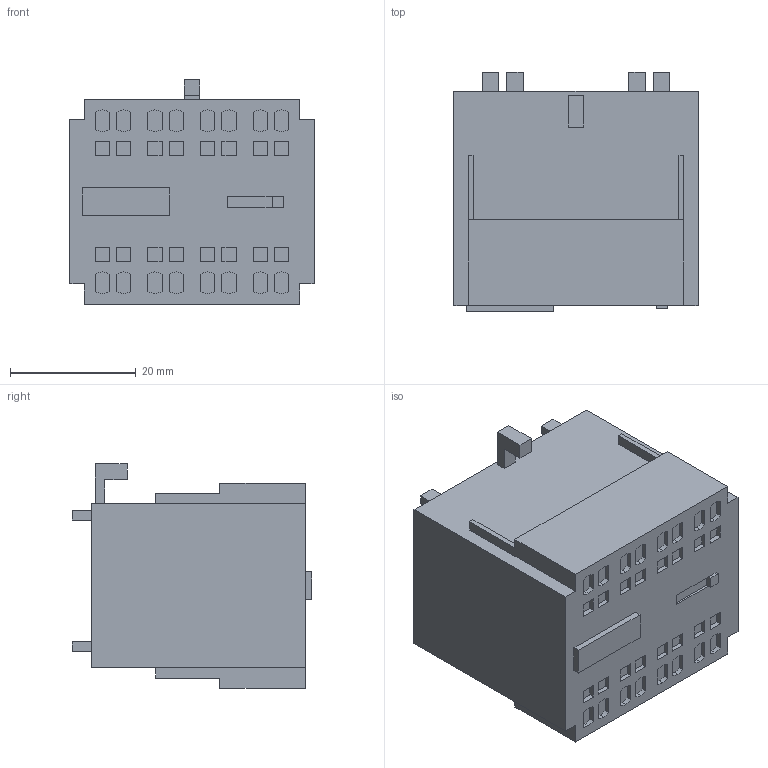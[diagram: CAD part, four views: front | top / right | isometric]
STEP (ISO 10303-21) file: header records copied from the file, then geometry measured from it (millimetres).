
FILE_DESCRIPTION(('starvars output'),'2;1');
FILE_NAME('LA1KN403_3D.stp','08:11:56 2020/04/02',( 'Thomas Industrial Network Germany GmbH'),( 'Thomas Industrial Network Germany GmbH'),'unknown preprocess','ACIS' ,'unknown authorization');
FILE_SCHEMA(('AUTOMOTIVE_DESIGN_CC2 {UNKNOWN IMPLEMENTATION LEVEL}'));
Length unit declared in the file: millimetre
Products named in the file (1): PRODUCT_ID_127
Bounding box: 38.79 x 38.05 x 35.69 mm (x, y, z)
Volume: 37480.1 mm3; surface area: 7662.7 mm2
Topology: 1 solids, 1 shells, 259 faces, 652 edges, 434 vertices
Faces by surface type: plane 195, cylinder 64
Entity records: 9271 total; most frequent: ORIENTED_EDGE 1304, CARTESIAN_POINT 1223, DIRECTION 1062, EDGE_CURVE 652, VECTOR 516, LINE 516, VERTEX_POINT 434, EDGE_LOOP 298
